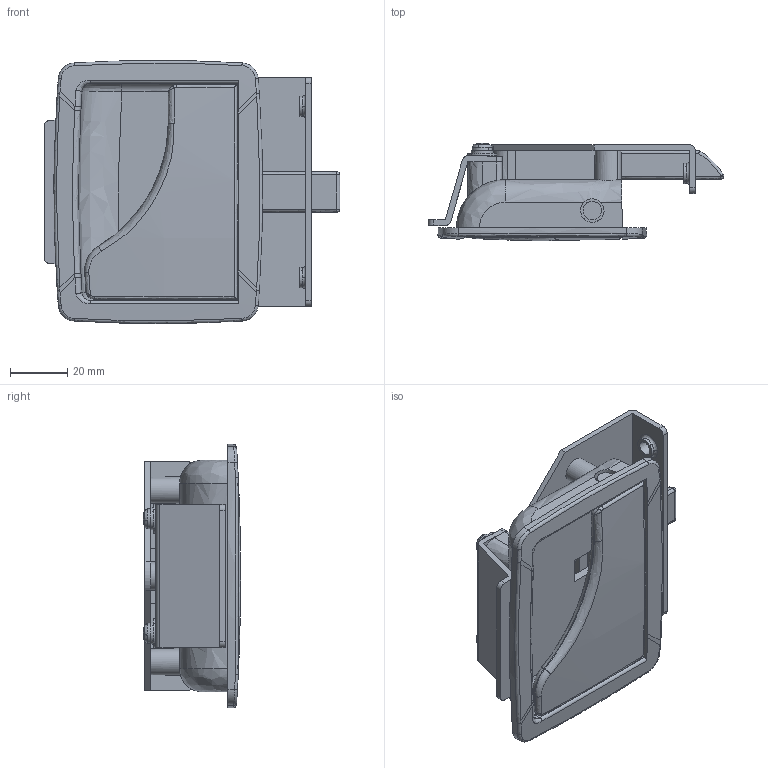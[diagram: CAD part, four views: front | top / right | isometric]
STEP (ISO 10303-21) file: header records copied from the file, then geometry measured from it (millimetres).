
FILE_DESCRIPTION((''),'2;1');
FILE_NAME('','2006-01-17T10:48:56',(''),(''),'','CADfix','');
FILE_SCHEMA(('AUTOMOTIVE_DESIGN'));
Length unit declared in the file: millimetre
Products named in the file (7): screw_mr; handle_mr; bracket_B_mr; base_mr; latch_mr; bracket_A_mr; THA_281_4_24544_36
Assembly tree (7 placements, depth 2):
  THA_281_4_24544_36
    screw_mr  x2
    handle_mr
    bracket_B_mr
    base_mr
    latch_mr
    bracket_A_mr
Bounding box: 103.42 x 34.04 x 91.98 mm (x, y, z)
Volume: 68354.2 mm3; surface area: 54018.5 mm2
Topology: 7 solids, 7 shells, 456 faces, 1484 edges, 1058 vertices
Faces by surface type: bspline 456
Entity records: 20300 total; most frequent: CARTESIAN_POINT 12178, ORIENTED_EDGE 2712, EDGE_CURVE 1356, VERTEX_POINT 963, QUASI_UNIFORM_CURVE 681, B_SPLINE_CURVE_WITH_KNOTS 654, EDGE_LOOP 461, FACE_OUTER_BOUND 419
